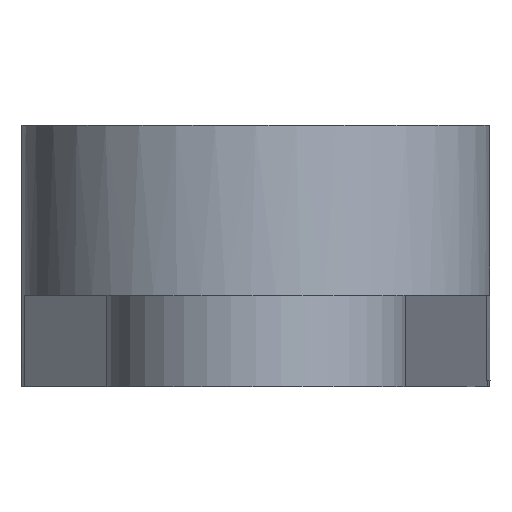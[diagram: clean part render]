
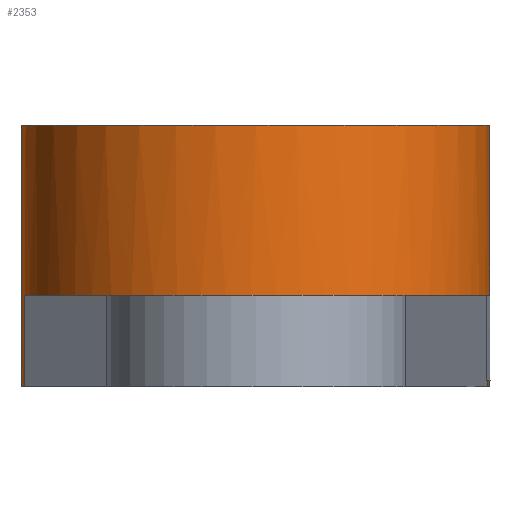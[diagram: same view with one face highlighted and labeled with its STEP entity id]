
A CAD part, front view. The second image highlights one B-rep face of the part: STEP entity #2353.
In plain terms, the highlighted cylindrical face has radius 4.479 mm (diameter 8.958 mm), a full revolution.
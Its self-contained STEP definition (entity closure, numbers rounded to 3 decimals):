
#79=CIRCLE('',#2534,4.479);
#93=CIRCLE('',#2559,4.479);
#94=CIRCLE('',#2561,4.479);
#95=CIRCLE('',#2562,4.479);
#96=CIRCLE('',#2563,4.479);
#130=CYLINDRICAL_SURFACE('',#2560,4.479);
#245=FACE_OUTER_BOUND('',#368,.T.);
#368=EDGE_LOOP('',(#2032,#2033,#2034,#2035,#2036,#2037,#2038,#2039,#2040,
#2041));
#631=LINE('',#3836,#899);
#635=LINE('',#3846,#903);
#643=LINE('',#3881,#911);
#644=LINE('',#3888,#912);
#899=VECTOR('',#3143,10.);
#903=VECTOR('',#3151,10.);
#911=VECTOR('',#3191,10.);
#912=VECTOR('',#3200,4.479);
#1116=VERTEX_POINT('',#3821);
#1118=VERTEX_POINT('',#3824);
#1121=VERTEX_POINT('',#3835);
#1123=VERTEX_POINT('',#3840);
#1125=VERTEX_POINT('',#3844);
#1136=VERTEX_POINT('',#3879);
#1137=VERTEX_POINT('',#3885);
#1138=VERTEX_POINT('',#3887);
#1443=EDGE_CURVE('',#1118,#1116,#79,.T.);
#1448=EDGE_CURVE('',#1121,#1118,#631,.T.);
#1453=EDGE_CURVE('',#1123,#1125,#635,.T.);
#1471=EDGE_CURVE('',#1116,#1136,#643,.T.);
#1472=EDGE_CURVE('',#1125,#1121,#93,.T.);
#1473=EDGE_CURVE('',#1137,#1136,#94,.T.);
#1474=EDGE_CURVE('',#1137,#1138,#644,.T.);
#1475=EDGE_CURVE('',#1138,#1138,#95,.T.);
#1476=EDGE_CURVE('',#1123,#1137,#96,.T.);
#2032=ORIENTED_EDGE('',*,*,#1443,.T.);
#2033=ORIENTED_EDGE('',*,*,#1471,.T.);
#2034=ORIENTED_EDGE('',*,*,#1473,.F.);
#2035=ORIENTED_EDGE('',*,*,#1474,.T.);
#2036=ORIENTED_EDGE('',*,*,#1475,.F.);
#2037=ORIENTED_EDGE('',*,*,#1474,.F.);
#2038=ORIENTED_EDGE('',*,*,#1476,.F.);
#2039=ORIENTED_EDGE('',*,*,#1453,.T.);
#2040=ORIENTED_EDGE('',*,*,#1472,.T.);
#2041=ORIENTED_EDGE('',*,*,#1448,.T.);
#2353=ADVANCED_FACE('',(#245),#130,.T.);
#2534=AXIS2_PLACEMENT_3D('',#3825,#3129,#3130);
#2559=AXIS2_PLACEMENT_3D('',#3883,#3194,#3195);
#2560=AXIS2_PLACEMENT_3D('',#3884,#3196,#3197);
#2561=AXIS2_PLACEMENT_3D('',#3886,#3198,#3199);
#2562=AXIS2_PLACEMENT_3D('',#3889,#3201,#3202);
#2563=AXIS2_PLACEMENT_3D('',#3890,#3203,#3204);
#3129=DIRECTION('center_axis',(0.,0.,-1.));
#3130=DIRECTION('ref_axis',(1.,0.,0.));
#3143=DIRECTION('',(0.,0.,-1.));
#3151=DIRECTION('',(0.,0.,1.));
#3191=DIRECTION('',(0.,0.,-1.));
#3194=DIRECTION('center_axis',(0.,0.,1.));
#3195=DIRECTION('ref_axis',(1.,0.,0.));
#3196=DIRECTION('center_axis',(0.,0.,-1.));
#3197=DIRECTION('ref_axis',(1.,0.,0.));
#3198=DIRECTION('center_axis',(0.,0.,-1.));
#3199=DIRECTION('ref_axis',(1.,0.,0.));
#3200=DIRECTION('',(0.,0.,1.));
#3201=DIRECTION('center_axis',(0.,0.,1.));
#3202=DIRECTION('ref_axis',(1.,0.,0.));
#3203=DIRECTION('center_axis',(0.,0.,-1.));
#3204=DIRECTION('ref_axis',(1.,0.,0.));
#3821=CARTESIAN_POINT('',(184.038,207.133,0.343));
#3824=CARTESIAN_POINT('',(181.199,211.977,0.343));
#3825=CARTESIAN_POINT('Origin',(179.607,207.79,0.343));
#3835=CARTESIAN_POINT('',(181.199,211.977,1.979));
#3836=CARTESIAN_POINT('',(181.199,211.977,0.343));
#3840=CARTESIAN_POINT('',(175.178,207.129,0.228));
#3844=CARTESIAN_POINT('',(175.178,207.129,1.979));
#3846=CARTESIAN_POINT('',(175.178,207.129,5.228));
#3879=CARTESIAN_POINT('',(184.038,207.133,0.228));
#3881=CARTESIAN_POINT('',(184.038,207.133,5.228));
#3883=CARTESIAN_POINT('Origin',(179.607,207.79,1.979));
#3884=CARTESIAN_POINT('Origin',(179.607,207.79,5.228));
#3885=CARTESIAN_POINT('',(175.129,207.79,0.228));
#3886=CARTESIAN_POINT('Origin',(179.607,207.79,0.228));
#3887=CARTESIAN_POINT('',(175.129,207.79,5.228));
#3888=CARTESIAN_POINT('',(175.129,207.79,5.228));
#3889=CARTESIAN_POINT('Origin',(179.607,207.79,5.228));
#3890=CARTESIAN_POINT('Origin',(179.607,207.79,0.228));
